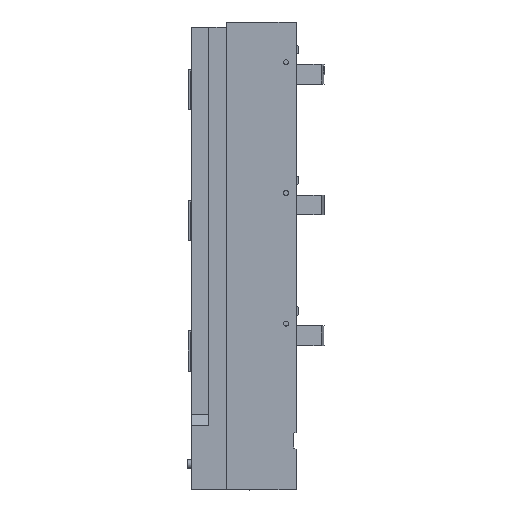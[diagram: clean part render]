
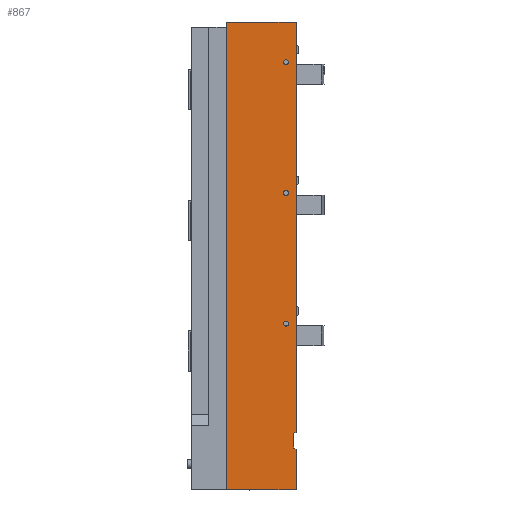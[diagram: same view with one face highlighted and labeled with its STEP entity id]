
A CAD part, left-side view. The second image highlights one B-rep face of the part: STEP entity #867.
In plain terms, the highlighted planar face has unit normal (-1, 0, 0).
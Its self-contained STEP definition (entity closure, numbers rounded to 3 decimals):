
#333=FACE_BOUND('',#1989,.T.);
#334=FACE_BOUND('',#1990,.T.);
#335=FACE_BOUND('',#1991,.T.);
#336=FACE_BOUND('',#1992,.T.);
#646=CIRCLE('',#8622,3.602);
#647=CIRCLE('',#8623,3.602);
#648=CIRCLE('',#8624,3.602);
#867=ADVANCED_FACE('802870_L05_Leistendeckel/ Oberteil D-SL10/3x',(#333,
#334,#335,#336),#1287,.F.);
#1287=PLANE('',#8625);
#1989=EDGE_LOOP('',(#3023,#3024,#3025,#3026,#3027,#3028,#3029,#3030,#3031));
#1990=EDGE_LOOP('',(#3032));
#1991=EDGE_LOOP('',(#3033));
#1992=EDGE_LOOP('',(#3034));
#3023=ORIENTED_EDGE('',*,*,#6007,.F.);
#3024=ORIENTED_EDGE('',*,*,#6008,.T.);
#3025=ORIENTED_EDGE('',*,*,#6009,.T.);
#3026=ORIENTED_EDGE('',*,*,#6010,.T.);
#3027=ORIENTED_EDGE('',*,*,#6011,.F.);
#3028=ORIENTED_EDGE('',*,*,#6012,.T.);
#3029=ORIENTED_EDGE('',*,*,#6013,.F.);
#3030=ORIENTED_EDGE('',*,*,#6014,.T.);
#3031=ORIENTED_EDGE('',*,*,#6015,.T.);
#3032=ORIENTED_EDGE('',*,*,#6016,.T.);
#3033=ORIENTED_EDGE('',*,*,#6017,.T.);
#3034=ORIENTED_EDGE('',*,*,#6018,.T.);
#5121=VERTEX_POINT('',#12269);
#5122=VERTEX_POINT('',#12270);
#5123=VERTEX_POINT('',#12272);
#5124=VERTEX_POINT('',#12274);
#5125=VERTEX_POINT('',#12276);
#5126=VERTEX_POINT('',#12278);
#5127=VERTEX_POINT('',#12280);
#5128=VERTEX_POINT('',#12282);
#5129=VERTEX_POINT('',#12284);
#5130=VERTEX_POINT('',#12287);
#5131=VERTEX_POINT('',#12289);
#5132=VERTEX_POINT('',#12291);
#6007=EDGE_CURVE('',#5121,#5122,#7088,.T.);
#6008=EDGE_CURVE('',#5121,#5123,#7089,.T.);
#6009=EDGE_CURVE('',#5123,#5124,#7090,.T.);
#6010=EDGE_CURVE('',#5124,#5125,#7091,.T.);
#6011=EDGE_CURVE('',#5126,#5125,#7092,.T.);
#6012=EDGE_CURVE('',#5126,#5127,#7093,.T.);
#6013=EDGE_CURVE('',#5128,#5127,#7094,.T.);
#6014=EDGE_CURVE('',#5128,#5129,#7095,.T.);
#6015=EDGE_CURVE('',#5129,#5122,#7096,.T.);
#6016=EDGE_CURVE('',#5130,#5130,#646,.T.);
#6017=EDGE_CURVE('',#5131,#5131,#647,.T.);
#6018=EDGE_CURVE('',#5132,#5132,#648,.T.);
#7088=LINE('',#12268,#7947);
#7089=LINE('',#12271,#7948);
#7090=LINE('',#12273,#7949);
#7091=LINE('',#12275,#7950);
#7092=LINE('',#12277,#7951);
#7093=LINE('',#12279,#7952);
#7094=LINE('',#12281,#7953);
#7095=LINE('',#12283,#7954);
#7096=LINE('',#12285,#7955);
#7947=VECTOR('',#9709,1.);
#7948=VECTOR('',#9710,1.);
#7949=VECTOR('',#9711,1.);
#7950=VECTOR('',#9712,1.);
#7951=VECTOR('',#9713,1.);
#7952=VECTOR('',#9714,1.);
#7953=VECTOR('',#9715,1.);
#7954=VECTOR('',#9716,1.);
#7955=VECTOR('',#9717,1.);
#8622=AXIS2_PLACEMENT_3D('',#12286,#9718,#9719);
#8623=AXIS2_PLACEMENT_3D('',#12288,#9720,#9721);
#8624=AXIS2_PLACEMENT_3D('',#12290,#9722,#9723);
#8625=AXIS2_PLACEMENT_3D('',#12292,#9724,#9725);
#9709=DIRECTION('',(0.,1.,0.));
#9710=DIRECTION('',(0.,0.,1.));
#9711=DIRECTION('',(0.,0.811,0.585));
#9712=DIRECTION('',(0.,0.,1.));
#9713=DIRECTION('',(0.,0.891,-0.455));
#9714=DIRECTION('',(0.,0.,1.));
#9715=DIRECTION('',(0.,-1.,0.004));
#9716=DIRECTION('',(0.,0.,-1.));
#9717=DIRECTION('',(0.,0.,-1.));
#9718=DIRECTION('',(1.,0.,0.));
#9719=DIRECTION('',(0.,0.,-1.));
#9720=DIRECTION('',(1.,0.,0.));
#9721=DIRECTION('',(0.,0.,1.));
#9722=DIRECTION('',(1.,0.,0.));
#9723=DIRECTION('',(0.,0.,-1.));
#9724=DIRECTION('',(1.,0.,0.));
#9725=DIRECTION('',(0.,-1.,0.));
#12268=CARTESIAN_POINT('',(-49.5,-101.953,-376.976));
#12269=CARTESIAN_POINT('',(-49.5,-152.905,-376.976));
#12270=CARTESIAN_POINT('',(-49.5,-54.,-376.976));
#12271=CARTESIAN_POINT('',(-49.5,-152.905,0.));
#12272=CARTESIAN_POINT('',(-49.5,-152.905,-320.578));
#12273=CARTESIAN_POINT('',(-49.5,-151.155,-319.316));
#12274=CARTESIAN_POINT('',(-49.5,-149.405,-318.054));
#12275=CARTESIAN_POINT('',(-49.5,-149.405,-307.881));
#12276=CARTESIAN_POINT('',(-49.5,-149.405,-297.708));
#12277=CARTESIAN_POINT('',(-49.5,-151.155,-296.815));
#12278=CARTESIAN_POINT('',(-49.5,-152.905,-295.922));
#12279=CARTESIAN_POINT('',(-49.5,-152.905,-9.189));
#12280=CARTESIAN_POINT('',(-49.5,-152.905,285.015));
#12281=CARTESIAN_POINT('',(-49.5,-103.816,284.815));
#12282=CARTESIAN_POINT('',(-49.5,-54.,284.611));
#12283=CARTESIAN_POINT('',(-49.5,-54.,-49.662));
#12284=CARTESIAN_POINT('',(-49.5,-54.,277.5));
#12285=CARTESIAN_POINT('',(-49.5,-54.,-49.662));
#12286=CARTESIAN_POINT('',(-49.5,-138.41,-142.006));
#12287=CARTESIAN_POINT('',(-49.5,-138.41,-145.608));
#12288=CARTESIAN_POINT('',(-49.5,-138.41,227.994));
#12289=CARTESIAN_POINT('',(-49.5,-138.41,231.596));
#12290=CARTESIAN_POINT('',(-49.5,-138.41,42.994));
#12291=CARTESIAN_POINT('',(-49.5,-138.41,39.392));
#12292=CARTESIAN_POINT('',(-49.5,-3.912,0.));
